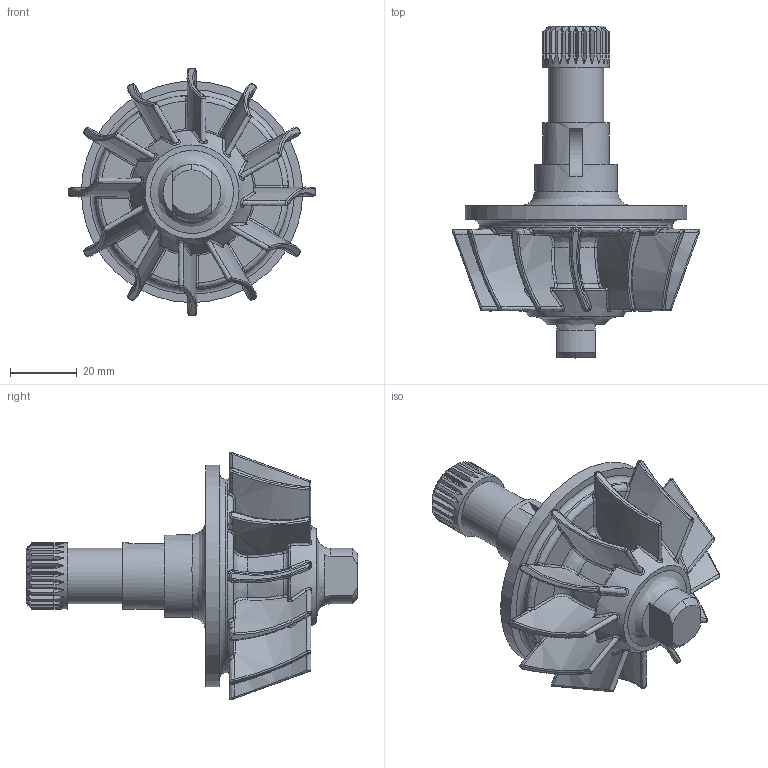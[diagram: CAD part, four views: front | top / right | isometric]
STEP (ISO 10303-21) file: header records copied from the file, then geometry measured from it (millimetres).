
FILE_DESCRIPTION(('FreeCAD Model'),'2;1');
FILE_NAME('Open CASCADE Shape Model','2025-05-03T08:19:20',('FreeCAD'),( 'FreeCAD'),'Open CASCADE STEP processor 7.6','FreeCAD','Unknown');
FILE_SCHEMA(('AUTOMOTIVE_DESIGN { 1 0 10303 214 1 1 1 1 }'));
Products named in the file (1): Open CASCADE STEP translator 7.6 1
Bounding box: 74.39 x 99.67 x 74.39 mm (x, y, z)
Volume: 74333.3 mm3; surface area: 24722.8 mm2
Topology: 1 solids, 1 shells, 615 faces, 1482 edges, 874 vertices
Faces by surface type: bspline 615
Entity records: 50894 total; most frequent: CARTESIAN_POINT 42889, ORIENTED_EDGE 2964, EDGE_CURVE 1482, VERTEX_POINT 874, B_SPLINE_CURVE_WITH_KNOTS 713, FACE_BOUND 620, EDGE_LOOP 620, ADVANCED_FACE 615
